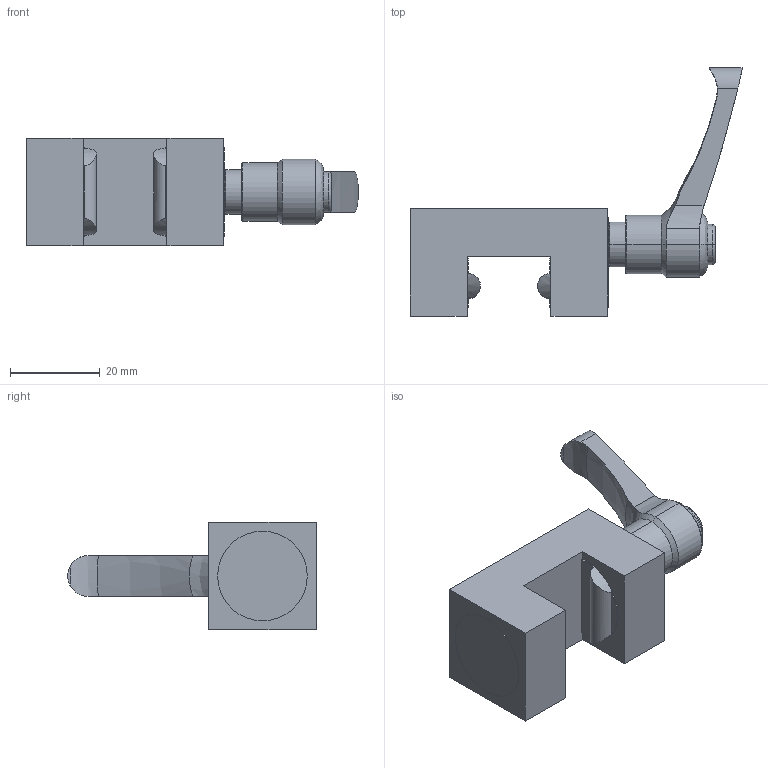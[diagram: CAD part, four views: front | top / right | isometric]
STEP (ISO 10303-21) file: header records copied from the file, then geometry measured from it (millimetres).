
FILE_DESCRIPTION (( 'STEP AP214' ), '1' );
FILE_NAME ('dHK20-Rollco.step', '2022-01-07T08:16:39', ( '' ), ( '' ), 'SwSTEP 2.0', 'SolidWorks 2010', '' );
FILE_SCHEMA (( 'AUTOMOTIVE_DESIGN' ));
Length unit declared in the file: millimetre
Products named in the file (3): 2; 1; dHK20-Rollco
Assembly tree (2 placements, depth 2):
  dHK20-Rollco
    2
    1
Bounding box: 74.08 x 55.45 x 24 mm (x, y, z)
Volume: 24272.1 mm3; surface area: 8256.5 mm2
Topology: 2 solids, 2 shells, 107 faces, 265 edges, 164 vertices
Faces by surface type: cylinder 52, plane 25, cone 18, bspline 12
Entity records: 3598 total; most frequent: CARTESIAN_POINT 994, DIRECTION 552, ORIENTED_EDGE 514, EDGE_CURVE 257, AXIS2_PLACEMENT_3D 224, VERTEX_POINT 164, CIRCLE 124, EDGE_LOOP 117
